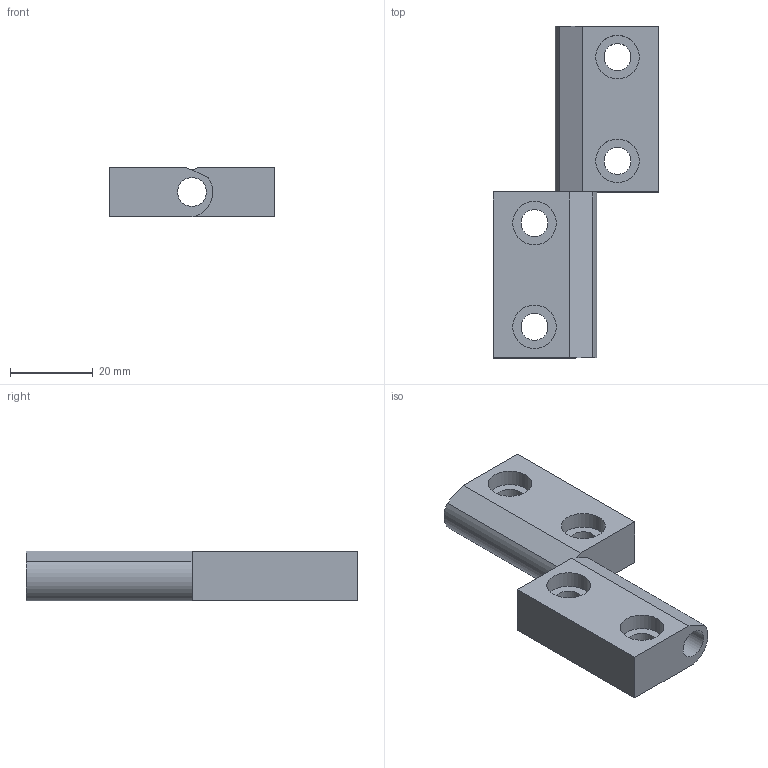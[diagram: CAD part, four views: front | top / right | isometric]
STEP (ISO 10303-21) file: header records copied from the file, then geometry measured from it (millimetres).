
FILE_DESCRIPTION(('STEP AP203'),'2;1');
FILE_NAME('15.160.00.stp','2011-03-21T15:46:27',(''),(''),'2009.3.110','THINKDESIGN','');
FILE_SCHEMA(('CONFIG_CONTROL_DESIGN'));
Length unit declared in the file: millimetre
Bounding box: 40 x 80 x 12 mm (x, y, z)
Volume: 17015.1 mm3; surface area: 9139.9 mm2
Topology: 2 solids, 2 shells, 28 faces, 80 edges, 60 vertices
Faces by surface type: plane 16, cylinder 12
Full cylindrical faces by diameter (mm): 6.5 x4, 7 x2, 10.5 x4
Entity records: 1083 total; most frequent: DIRECTION 180, CARTESIAN_POINT 168, ORIENTED_EDGE 160, EDGE_CURVE 80, AXIS2_PLACEMENT_3D 72, VERTEX_POINT 60, EDGE_LOOP 44, CIRCLE 44
